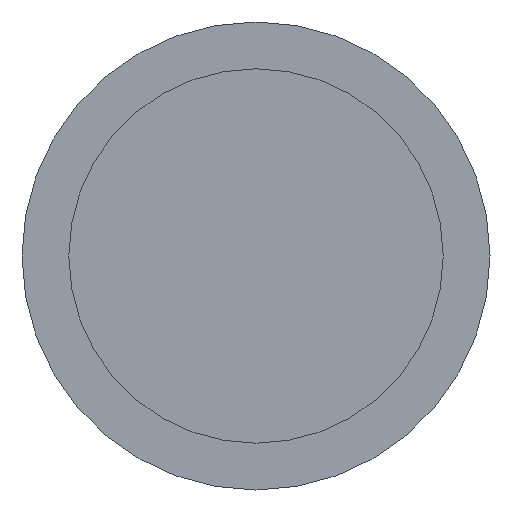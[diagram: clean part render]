
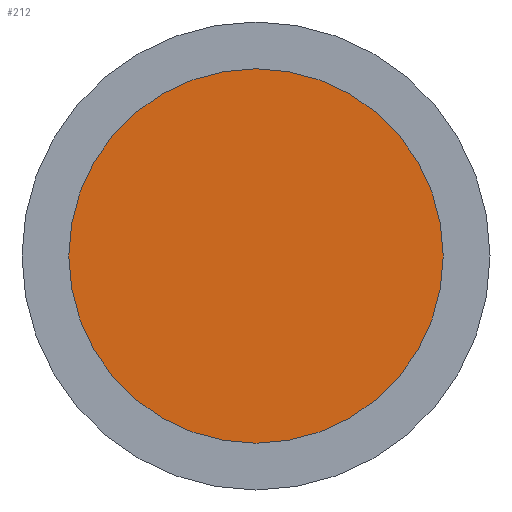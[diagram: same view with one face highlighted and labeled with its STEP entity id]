
A CAD part, left-side view. The second image highlights one B-rep face of the part: STEP entity #212.
In plain terms, the highlighted planar face has unit normal (-1, 0, 0).
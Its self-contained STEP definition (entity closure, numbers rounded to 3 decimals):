
#6 = DIRECTION ( 'NONE',  ( 1., 0., 0. ) ) ;
#8 = CARTESIAN_POINT ( 'NONE',  ( 0., 0., 0. ) ) ;
#49 = DIRECTION ( 'NONE',  ( 1., 0., 0. ) ) ;
#67 = AXIS2_PLACEMENT_3D ( 'NONE', #82, #49, #168 ) ;
#78 = CIRCLE ( 'NONE', #117, 6. ) ;
#82 = CARTESIAN_POINT ( 'NONE',  ( 0., 0., 0. ) ) ;
#98 = AXIS2_PLACEMENT_3D ( 'NONE', #242, #6, #169 ) ;
#106 = VERTEX_POINT ( 'NONE', #244 ) ;
#109 = VERTEX_POINT ( 'NONE', #250 ) ;
#115 = EDGE_CURVE ( 'NONE', #109, #106, #78, .T. ) ;
#117 = AXIS2_PLACEMENT_3D ( 'NONE', #8, #127, #183 ) ;
#120 = FACE_OUTER_BOUND ( 'NONE', #254, .T. ) ;
#127 = DIRECTION ( 'NONE',  ( 1., 0., 0. ) ) ;
#133 = ORIENTED_EDGE ( 'NONE', *, *, #157, .F. ) ;
#157 = EDGE_CURVE ( 'NONE', #106, #109, #177, .T. ) ;
#168 = DIRECTION ( 'NONE',  ( 0., 0., -1. ) ) ;
#169 = DIRECTION ( 'NONE',  ( 0., 0., -1. ) ) ;
#177 = CIRCLE ( 'NONE', #67, 6. ) ;
#183 = DIRECTION ( 'NONE',  ( 0., 0., -1. ) ) ;
#212 = ADVANCED_FACE ( 'NONE', ( #120 ), #245, .F. ) ;
#231 = ORIENTED_EDGE ( 'NONE', *, *, #115, .F. ) ;
#242 = CARTESIAN_POINT ( 'NONE',  ( 0., 0., 0. ) ) ;
#244 = CARTESIAN_POINT ( 'NONE',  ( 0., 0., 6. ) ) ;
#245 = PLANE ( 'NONE',  #98 ) ;
#250 = CARTESIAN_POINT ( 'NONE',  ( 0., 0., -6. ) ) ;
#254 = EDGE_LOOP ( 'NONE', ( #133, #231 ) ) ;
